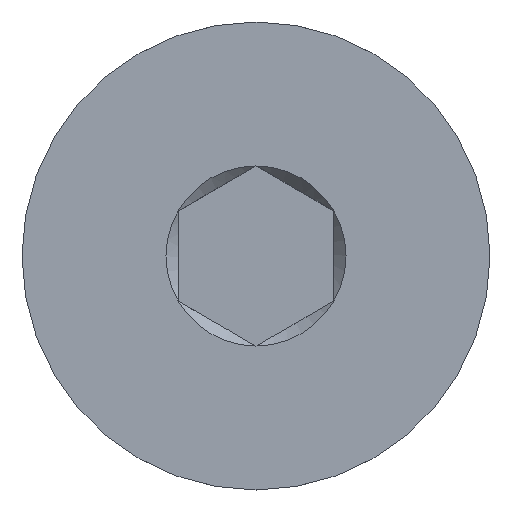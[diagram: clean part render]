
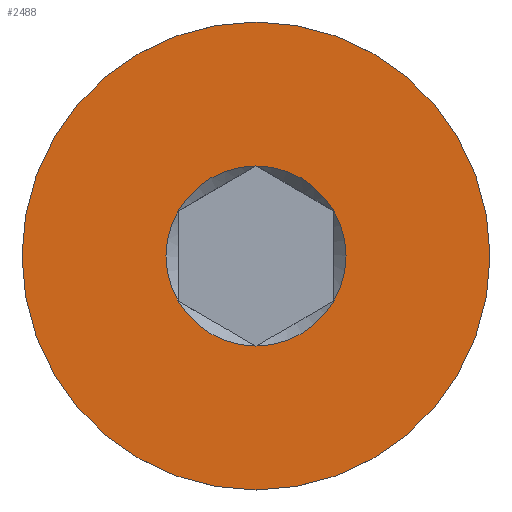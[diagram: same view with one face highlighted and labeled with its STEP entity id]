
A CAD part, top view. The second image highlights one B-rep face of the part: STEP entity #2488.
In plain terms, the highlighted planar face has unit normal (0, 0, 1).
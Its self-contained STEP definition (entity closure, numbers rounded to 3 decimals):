
#17=FACE_BOUND('',#413,.T.);
#18=PLANE('',#2657);
#276=FACE_OUTER_BOUND('',#412,.T.);
#412=EDGE_LOOP('',(#1958,#1959));
#413=EDGE_LOOP('',(#1960,#1961,#1962,#1963,#1964,#1965));
#437=CIRCLE('',#2648,1.155);
#438=CIRCLE('',#2650,3.);
#439=CIRCLE('',#2651,3.);
#444=CIRCLE('',#2658,1.155);
#445=CIRCLE('',#2659,1.155);
#446=CIRCLE('',#2660,1.155);
#447=CIRCLE('',#2661,1.155);
#448=CIRCLE('',#2662,1.155);
#1063=VERTEX_POINT('',#15128);
#1064=VERTEX_POINT('',#15129);
#1065=VERTEX_POINT('',#15135);
#1066=VERTEX_POINT('',#15136);
#1072=VERTEX_POINT('',#15190);
#1073=VERTEX_POINT('',#15192);
#1074=VERTEX_POINT('',#15194);
#1075=VERTEX_POINT('',#15196);
#1436=EDGE_CURVE('',#1063,#1064,#437,.T.);
#1437=EDGE_CURVE('',#1065,#1066,#438,.T.);
#1438=EDGE_CURVE('',#1066,#1065,#439,.T.);
#1447=EDGE_CURVE('',#1064,#1072,#444,.T.);
#1448=EDGE_CURVE('',#1072,#1073,#445,.T.);
#1449=EDGE_CURVE('',#1073,#1074,#446,.T.);
#1450=EDGE_CURVE('',#1074,#1075,#447,.T.);
#1451=EDGE_CURVE('',#1075,#1063,#448,.T.);
#1958=ORIENTED_EDGE('',*,*,#1437,.T.);
#1959=ORIENTED_EDGE('',*,*,#1438,.T.);
#1960=ORIENTED_EDGE('',*,*,#1447,.T.);
#1961=ORIENTED_EDGE('',*,*,#1448,.T.);
#1962=ORIENTED_EDGE('',*,*,#1449,.T.);
#1963=ORIENTED_EDGE('',*,*,#1450,.T.);
#1964=ORIENTED_EDGE('',*,*,#1451,.T.);
#1965=ORIENTED_EDGE('',*,*,#1436,.T.);
#2488=ADVANCED_FACE('',(#276,#17),#18,.F.);
#2648=AXIS2_PLACEMENT_3D('',#15133,#3039,#3040);
#2650=AXIS2_PLACEMENT_3D('',#15137,#3043,#3044);
#2651=AXIS2_PLACEMENT_3D('',#15138,#3045,#3046);
#2657=AXIS2_PLACEMENT_3D('',#15189,#3059,#3060);
#2658=AXIS2_PLACEMENT_3D('',#15191,#3061,#3062);
#2659=AXIS2_PLACEMENT_3D('',#15193,#3063,#3064);
#2660=AXIS2_PLACEMENT_3D('',#15195,#3065,#3066);
#2661=AXIS2_PLACEMENT_3D('',#15197,#3067,#3068);
#2662=AXIS2_PLACEMENT_3D('',#15198,#3069,#3070);
#3039=DIRECTION('center_axis',(0.,0.,-1.));
#3040=DIRECTION('ref_axis',(-1.,0.,0.));
#3043=DIRECTION('center_axis',(0.,0.,1.));
#3044=DIRECTION('ref_axis',(0.,-1.,0.));
#3045=DIRECTION('center_axis',(0.,0.,1.));
#3046=DIRECTION('ref_axis',(0.,-1.,0.));
#3059=DIRECTION('center_axis',(0.,0.,-1.));
#3060=DIRECTION('ref_axis',(0.,1.,0.));
#3061=DIRECTION('center_axis',(0.,0.,-1.));
#3062=DIRECTION('ref_axis',(-1.,0.,0.));
#3063=DIRECTION('center_axis',(0.,0.,-1.));
#3064=DIRECTION('ref_axis',(-1.,0.,0.));
#3065=DIRECTION('center_axis',(0.,0.,-1.));
#3066=DIRECTION('ref_axis',(-1.,0.,0.));
#3067=DIRECTION('center_axis',(0.,0.,-1.));
#3068=DIRECTION('ref_axis',(-1.,0.,0.));
#3069=DIRECTION('center_axis',(0.,0.,-1.));
#3070=DIRECTION('ref_axis',(-1.,0.,0.));
#15128=CARTESIAN_POINT('',(-1.,-0.577,15.));
#15129=CARTESIAN_POINT('',(-1.,0.577,15.));
#15133=CARTESIAN_POINT('Origin',(0.,0.,15.));
#15135=CARTESIAN_POINT('',(0.,-3.,15.));
#15136=CARTESIAN_POINT('',(0.,3.,15.));
#15137=CARTESIAN_POINT('Origin',(0.,0.,15.));
#15138=CARTESIAN_POINT('Origin',(0.,0.,15.));
#15189=CARTESIAN_POINT('Origin',(0.,0.,
15.));
#15190=CARTESIAN_POINT('',(0.,1.155,15.));
#15191=CARTESIAN_POINT('Origin',(0.,0.,15.));
#15192=CARTESIAN_POINT('',(1.,0.577,15.));
#15193=CARTESIAN_POINT('Origin',(0.,0.,15.));
#15194=CARTESIAN_POINT('',(1.,-0.577,15.));
#15195=CARTESIAN_POINT('Origin',(0.,0.,15.));
#15196=CARTESIAN_POINT('',(0.,-1.155,15.));
#15197=CARTESIAN_POINT('Origin',(0.,0.,15.));
#15198=CARTESIAN_POINT('Origin',(0.,0.,15.));
